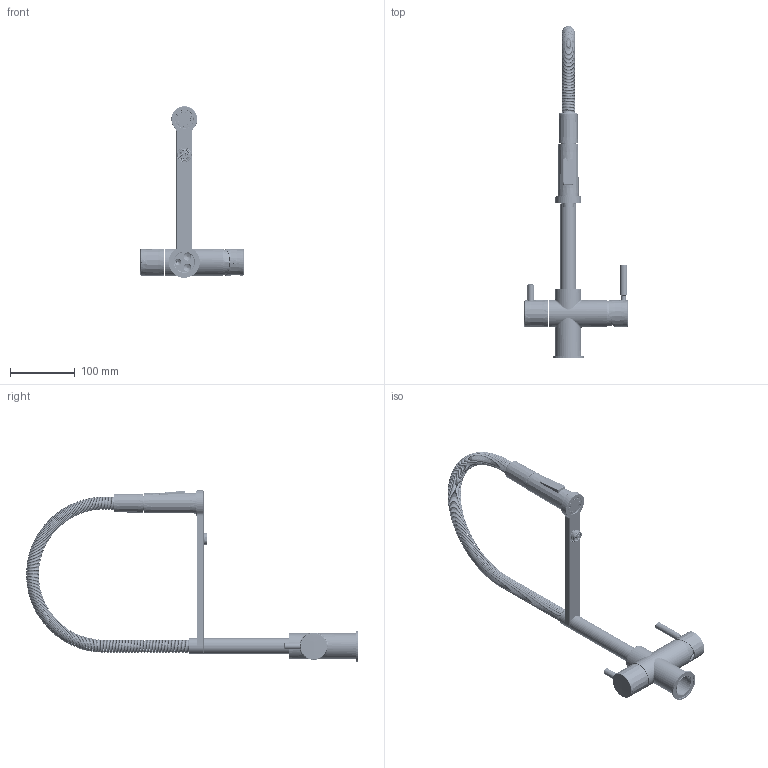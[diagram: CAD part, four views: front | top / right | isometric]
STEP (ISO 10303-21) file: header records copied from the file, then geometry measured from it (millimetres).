
FILE_DESCRIPTION((''),'2;1');
FILE_NAME('AP70010','2022-06-24T08:39:04',('Michela Ferrini'),(''),'CREO PARAMETRIC BY PTC INC, 2020281','CREO PARAMETRIC BY PTC INC, 2020281','');
FILE_SCHEMA(('CONFIG_CONTROL_DESIGN'));
Products named in the file (34): CU00025T00; P0230100; CN00069T00; CN00074T00; P0224500; SU00031T00; RC00103T00; DC00058T00; DC00053T00; DC00023A00; FS00019T00; P0632800; FS00020T00; FS00001T00; FS00076T00; FS00026T00; OR00017T00; FS00027T00; FS00018V02; FS00077T00; ML00011T00; AR00081T00; AR00071T00; AR00072T00; AR00028A00; RN00034T00; CN00068A00; BT00002T00; P0394600; LE00029T00; PR00008A00; P0226900; LE00076T00; AP70010
Assembly tree (35 placements, depth 4):
  AP70010
    CU00025T00
    P0230100
    CN00068A00
      CN00069T00
      CN00074T00
      P0224500
      SU00031T00
      RC00103T00
      DC00023A00
        DC00058T00
        DC00053T00
      FS00018V02
        FS00019T00
        P0632800
        FS00020T00
        FS00001T00  x2
        FS00076T00
        FS00026T00
        OR00017T00
        FS00027T00
      FS00077T00
      ML00011T00
      AR00081T00
      AR00028A00
        AR00071T00
        AR00072T00
      RN00034T00
    BT00002T00
    PR00008A00
      P0394600
      LE00029T00
    P0226900  x2
    LE00076T00
Bounding box: 159.3 x 510.6 x 263.92 mm (x, y, z)
Volume: 321188.7 mm3; surface area: 291396.4 mm2
Topology: 30 solids, 113 shells, 4586 faces, 13390 edges, 9159 vertices
Faces by surface type: plane 1584, cylinder 1415, cone 494, torus 463, bspline 330, extrusion 225, sphere 75
Entity records: 241811 total; most frequent: CARTESIAN_POINT 133591, ORIENTED_EDGE 23606, DIRECTION 19557, EDGE_CURVE 12486, VERTEX_POINT 8368, AXIS2_PLACEMENT_3D 7566, B_SPLINE_CURVE_WITH_KNOTS 5243, EDGE_LOOP 4696
